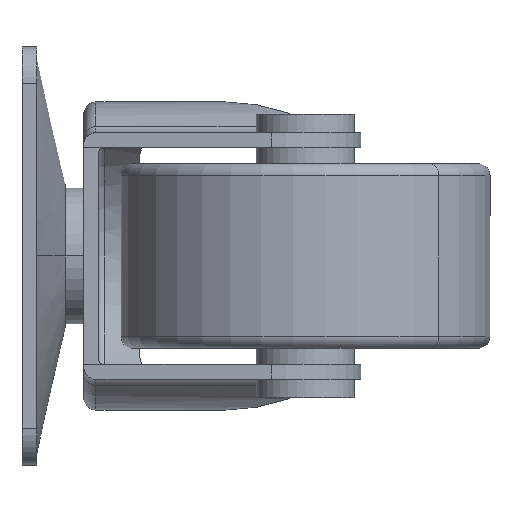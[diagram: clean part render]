
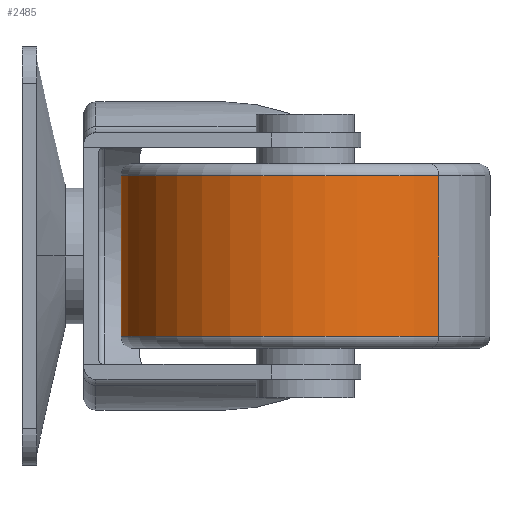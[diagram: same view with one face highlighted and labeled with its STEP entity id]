
A CAD part, left-side view. The second image highlights one B-rep face of the part: STEP entity #2485.
In plain terms, the highlighted cylindrical face has radius 15 mm (diameter 30 mm), a partial arc.
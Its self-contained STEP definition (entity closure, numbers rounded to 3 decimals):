
#61 = ORIENTED_EDGE ( 'NONE', *, *, #2166, .T. ) ;
#143 = EDGE_CURVE ( 'NONE', #1426, #2766, #2988, .T. ) ;
#243 = EDGE_CURVE ( 'NONE', #2766, #2960, #1710, .T. ) ;
#304 = DIRECTION ( 'NONE',  ( 0., 0., -1. ) ) ;
#658 = LINE ( 'NONE', #2897, #704 ) ;
#662 = CARTESIAN_POINT ( 'NONE',  ( -13.692, 4.5, 7.5 ) ) ;
#704 = VECTOR ( 'NONE', #2608, 1000. ) ;
#706 = EDGE_CURVE ( 'NONE', #1426, #3332, #658, .T. ) ;
#792 = CYLINDRICAL_SURFACE ( 'NONE', #2268, 15. ) ;
#1070 = FACE_OUTER_BOUND ( 'NONE', #3426, .T. ) ;
#1105 = ORIENTED_EDGE ( 'NONE', *, *, #706, .F. ) ;
#1144 = CARTESIAN_POINT ( 'NONE',  ( -3.28, 15.297, 7.5 ) ) ;
#1389 = ORIENTED_EDGE ( 'NONE', *, *, #243, .T. ) ;
#1426 = VERTEX_POINT ( 'NONE', #3195 ) ;
#1465 = CARTESIAN_POINT ( 'NONE',  ( -3.28, 15.297, -6.5 ) ) ;
#1479 = AXIS2_PLACEMENT_3D ( 'NONE', #2213, #1688, #3354 ) ;
#1488 = CARTESIAN_POINT ( 'NONE',  ( -13.692, 4.5, -6.5 ) ) ;
#1497 = DIRECTION ( 'NONE',  ( 0., 0., -1. ) ) ;
#1688 = DIRECTION ( 'NONE',  ( 0., 0., -1. ) ) ;
#1710 = LINE ( 'NONE', #1144, #2749 ) ;
#1729 = DIRECTION ( 'NONE',  ( 0., 0., 1. ) ) ;
#1877 = CARTESIAN_POINT ( 'NONE',  ( -24.104, -6.297, -6.5 ) ) ;
#2077 = DIRECTION ( 'NONE',  ( 0.694, 0.72, 0. ) ) ;
#2166 = EDGE_CURVE ( 'NONE', #2960, #3332, #2507, .T. ) ;
#2213 = CARTESIAN_POINT ( 'NONE',  ( -13.692, 4.5, 6.5 ) ) ;
#2268 = AXIS2_PLACEMENT_3D ( 'NONE', #662, #304, #2077 ) ;
#2363 = CARTESIAN_POINT ( 'NONE',  ( -3.28, 15.297, 6.5 ) ) ;
#2485 = ADVANCED_FACE ( 'NONE', ( #1070 ), #792, .T. ) ;
#2507 = CIRCLE ( 'NONE', #2867, 15. ) ;
#2608 = DIRECTION ( 'NONE',  ( 0., 0., -1. ) ) ;
#2749 = VECTOR ( 'NONE', #1497, 1000. ) ;
#2766 = VERTEX_POINT ( 'NONE', #2363 ) ;
#2867 = AXIS2_PLACEMENT_3D ( 'NONE', #1488, #1729, #2903 ) ;
#2897 = CARTESIAN_POINT ( 'NONE',  ( -24.104, -6.297, 7.5 ) ) ;
#2902 = ORIENTED_EDGE ( 'NONE', *, *, #143, .T. ) ;
#2903 = DIRECTION ( 'NONE',  ( -0.694, -0.72, 0. ) ) ;
#2960 = VERTEX_POINT ( 'NONE', #1465 ) ;
#2988 = CIRCLE ( 'NONE', #1479, 15. ) ;
#3195 = CARTESIAN_POINT ( 'NONE',  ( -24.104, -6.297, 6.5 ) ) ;
#3332 = VERTEX_POINT ( 'NONE', #1877 ) ;
#3354 = DIRECTION ( 'NONE',  ( -0.694, -0.72, 0. ) ) ;
#3426 = EDGE_LOOP ( 'NONE', ( #1105, #2902, #1389, #61 ) ) ;
